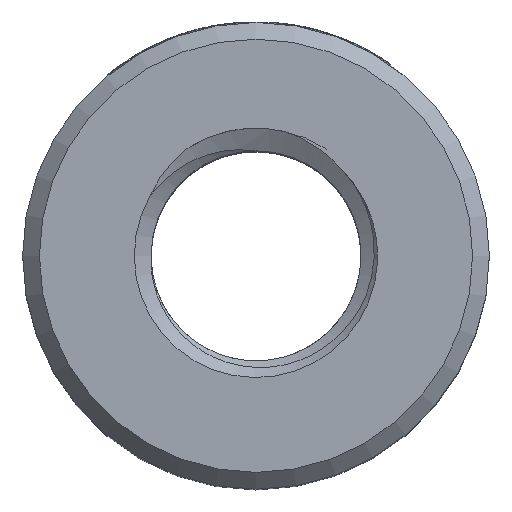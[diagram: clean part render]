
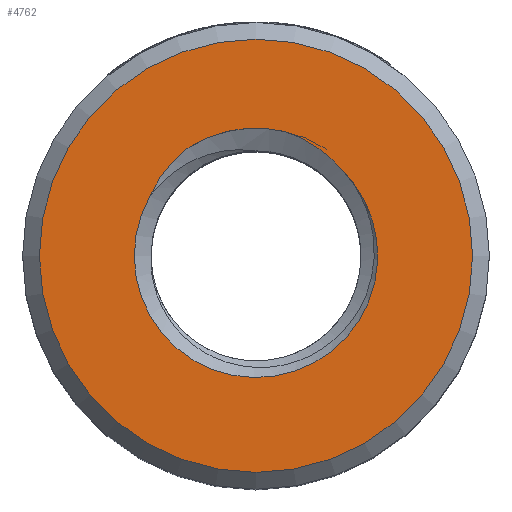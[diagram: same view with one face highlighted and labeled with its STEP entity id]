
A CAD part, top view. The second image highlights one B-rep face of the part: STEP entity #4762.
In plain terms, the highlighted planar face has unit normal (0, 0, 1).
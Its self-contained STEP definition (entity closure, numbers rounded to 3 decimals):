
#144=PLANE('',#5118);
#241=FACE_BOUND('',#632,.T.);
#282=ELLIPSE('',#5119,1.45,1.446);
#358=FACE_OUTER_BOUND('',#631,.T.);
#631=EDGE_LOOP('',(#3293));
#632=EDGE_LOOP('',(#3294,#3295,#3296,#3297));
#882=CIRCLE('',#5017,1.521);
#887=CIRCLE('',#5049,2.58);
#918=CIRCLE('',#5116,1.45);
#1082=B_SPLINE_CURVE_WITH_KNOTS('',3,(#10394,#10395,#10396,#10397,#10398,
#10399),.UNSPECIFIED.,.F.,.F.,(4,2,4),(-0.119,-0.05,
0.),.UNSPECIFIED.);
#1810=VERTEX_POINT('',#6202);
#1811=VERTEX_POINT('',#6213);
#1871=VERTEX_POINT('',#7847);
#2043=VERTEX_POINT('',#10283);
#2044=VERTEX_POINT('',#10308);
#2284=EDGE_CURVE('',#1811,#1810,#882,.T.);
#2369=EDGE_CURVE('',#1871,#1871,#887,.T.);
#2546=EDGE_CURVE('',#2043,#2044,#918,.T.);
#2549=EDGE_CURVE('',#1810,#2043,#1082,.T.);
#2550=EDGE_CURVE('',#2044,#1811,#282,.T.);
#3293=ORIENTED_EDGE('',*,*,#2369,.T.);
#3294=ORIENTED_EDGE('',*,*,#2284,.T.);
#3295=ORIENTED_EDGE('',*,*,#2549,.T.);
#3296=ORIENTED_EDGE('',*,*,#2546,.T.);
#3297=ORIENTED_EDGE('',*,*,#2550,.T.);
#4762=ADVANCED_FACE('',(#358,#241),#144,.T.);
#5017=AXIS2_PLACEMENT_3D('',#6214,#5316,#5317);
#5049=AXIS2_PLACEMENT_3D('',#7849,#5407,#5408);
#5116=AXIS2_PLACEMENT_3D('',#10319,#5577,#5578);
#5118=AXIS2_PLACEMENT_3D('',#10393,#5581,#5582);
#5119=AXIS2_PLACEMENT_3D('',#10400,#5583,#5584);
#5316=DIRECTION('center_axis',(0.,0.,-1.));
#5317=DIRECTION('ref_axis',(-1.,0.,0.));
#5407=DIRECTION('center_axis',(0.,0.,1.));
#5408=DIRECTION('ref_axis',(1.,0.,0.));
#5577=DIRECTION('center_axis',(0.,0.,-1.));
#5578=DIRECTION('ref_axis',(1.,0.,0.));
#5581=DIRECTION('center_axis',(0.,0.,1.));
#5582=DIRECTION('ref_axis',(1.,0.,0.));
#5583=DIRECTION('center_axis',(0.,0.,
-1.));
#5584=DIRECTION('ref_axis',(0.999,0.039,0.));
#6202=CARTESIAN_POINT('',(0.342,1.475,5.43));
#6213=CARTESIAN_POINT('',(-0.798,1.288,5.43));
#6214=CARTESIAN_POINT('Origin',(0.,-0.007,
5.43));
#7847=CARTESIAN_POINT('',(2.58,-0.007,5.43));
#7849=CARTESIAN_POINT('Origin',(0.,-0.007,5.43));
#10283=CARTESIAN_POINT('',(0.996,1.047,5.43));
#10308=CARTESIAN_POINT('',(-1.266,0.7,5.43));
#10319=CARTESIAN_POINT('Origin',(0.,-0.007,5.43));
#10393=CARTESIAN_POINT('Origin',(0.,-0.007,5.43));
#10394=CARTESIAN_POINT('Ctrl Pts',(0.342,1.475,5.43));
#10395=CARTESIAN_POINT('Ctrl Pts',(0.467,1.433,5.43));
#10396=CARTESIAN_POINT('Ctrl Pts',(0.587,1.376,5.43));
#10397=CARTESIAN_POINT('Ctrl Pts',(0.777,1.253,5.43));
#10398=CARTESIAN_POINT('Ctrl Pts',(0.887,1.171,5.43));
#10399=CARTESIAN_POINT('Ctrl Pts',(0.996,1.047,5.43));
#10400=CARTESIAN_POINT('Origin',(0.064,0.125,5.43));
